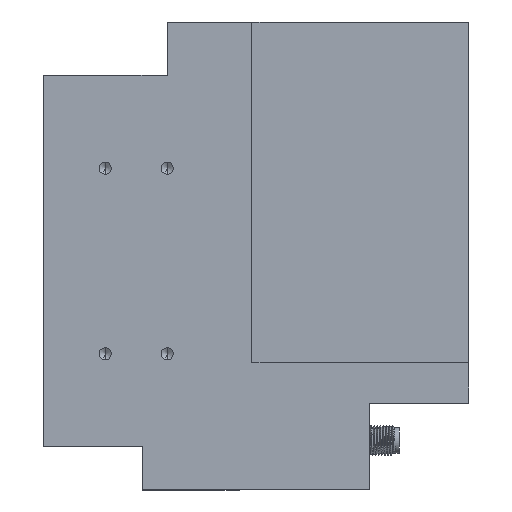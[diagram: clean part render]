
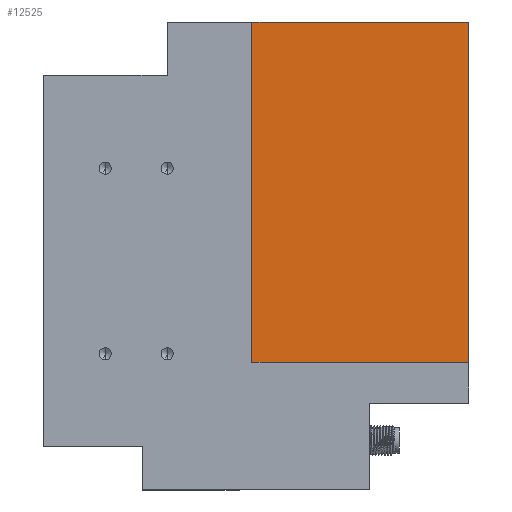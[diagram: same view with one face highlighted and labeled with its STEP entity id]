
A CAD part, front view. The second image highlights one B-rep face of the part: STEP entity #12525.
In plain terms, the highlighted planar face has unit normal (0, -1, 0).
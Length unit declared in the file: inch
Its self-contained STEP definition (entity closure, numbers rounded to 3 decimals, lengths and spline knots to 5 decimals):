
#1549 = LINE ( 'NONE', #31424, #45046 ) ;
#1807 = EDGE_CURVE ( 'NONE', #23981, #9613, #5178, .T. ) ;
#1845 = VECTOR ( 'NONE', #21480, 39.37008 ) ;
#2851 = CARTESIAN_POINT ( 'NONE',  ( 1.7175, -0.002, 1.89 ) ) ;
#3172 = DIRECTION ( 'NONE',  ( 0., 0., 1. ) ) ;
#4981 = CARTESIAN_POINT ( 'NONE',  ( -0.0325, -0.002, 1.89 ) ) ;
#5178 = LINE ( 'NONE', #14674, #1845 ) ;
#9613 = VERTEX_POINT ( 'NONE', #37537 ) ;
#10955 = CARTESIAN_POINT ( 'NONE',  ( 1.7175, -0.002, -0.86 ) ) ;
#11276 = VECTOR ( 'NONE', #33049, 39.37008 ) ;
#11754 = ORIENTED_EDGE ( 'NONE', *, *, #1807, .T. ) ;
#12525 = ADVANCED_FACE ( 'NONE', ( #38788 ), #27920, .T. ) ;
#14674 = CARTESIAN_POINT ( 'NONE',  ( -0.0325, -0.002, -0.86 ) ) ;
#15162 = DIRECTION ( 'NONE',  ( -1., 0., 0. ) ) ;
#15655 = EDGE_LOOP ( 'NONE', ( #29664, #11754, #41316, #25516 ) ) ;
#16862 = EDGE_CURVE ( 'NONE', #9613, #25409, #20541, .T. ) ;
#19366 = EDGE_CURVE ( 'NONE', #25409, #31627, #1549, .T. ) ;
#20541 = LINE ( 'NONE', #43108, #11276 ) ;
#21480 = DIRECTION ( 'NONE',  ( 0., 0., -1. ) ) ;
#23981 = VERTEX_POINT ( 'NONE', #41934 ) ;
#25409 = VERTEX_POINT ( 'NONE', #10955 ) ;
#25516 = ORIENTED_EDGE ( 'NONE', *, *, #19366, .T. ) ;
#26537 = LINE ( 'NONE', #4981, #30302 ) ;
#27920 = PLANE ( 'NONE',  #38763 ) ;
#29664 = ORIENTED_EDGE ( 'NONE', *, *, #33125, .T. ) ;
#30302 = VECTOR ( 'NONE', #15162, 39.37008 ) ;
#31391 = CARTESIAN_POINT ( 'NONE',  ( 0.8425, -0.002, 0.515 ) ) ;
#31424 = CARTESIAN_POINT ( 'NONE',  ( 1.7175, -0.002, -0.86 ) ) ;
#31627 = VERTEX_POINT ( 'NONE', #2851 ) ;
#33049 = DIRECTION ( 'NONE',  ( 1., 0., 0. ) ) ;
#33125 = EDGE_CURVE ( 'NONE', #31627, #23981, #26537, .T. ) ;
#37537 = CARTESIAN_POINT ( 'NONE',  ( -0.0325, -0.002, -0.86 ) ) ;
#38202 = DIRECTION ( 'NONE',  ( -1., 0., 0. ) ) ;
#38763 = AXIS2_PLACEMENT_3D ( 'NONE', #31391, #42034, #38202 ) ;
#38788 = FACE_OUTER_BOUND ( 'NONE', #15655, .T. ) ;
#41316 = ORIENTED_EDGE ( 'NONE', *, *, #16862, .T. ) ;
#41934 = CARTESIAN_POINT ( 'NONE',  ( -0.0325, -0.002, 1.89 ) ) ;
#42034 = DIRECTION ( 'NONE',  ( 0., -1., 0. ) ) ;
#43108 = CARTESIAN_POINT ( 'NONE',  ( -0.0325, -0.002, -0.86 ) ) ;
#45046 = VECTOR ( 'NONE', #3172, 39.37008 ) ;
